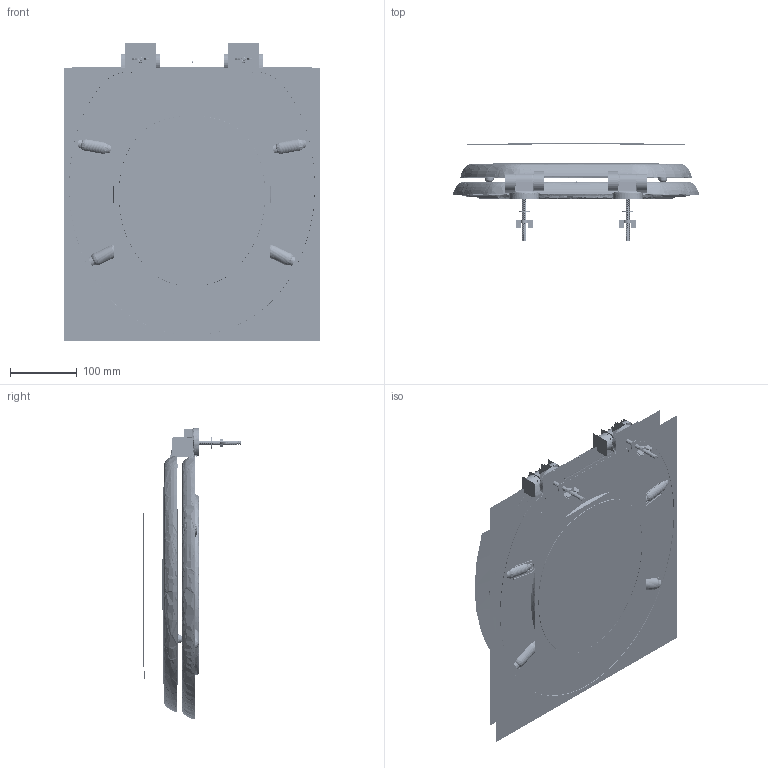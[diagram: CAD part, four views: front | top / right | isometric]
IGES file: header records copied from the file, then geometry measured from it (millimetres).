
Start section:  PTC IGES file: f174N_y12-e03w01_asm_asm.igs
Global section: file name: f174N_y12-e03w01_asm_asm.igs; native system: Creo Elements/Pro by Parametric Technology Corporation; preprocessor: 2010370; author: Administrator; organization: Unknown; date: 20201029.131748; units: millimetre
Bounding box: 384.87 x 147.95 x 447.21 mm (x, y, z)
Volume: 4014464.6 mm3; surface area: 14404903.4 mm2
Topology: 64 solids, 93 shells, 7726 faces, 52020 edges, 74664 vertices
Faces by surface type: revolution 4142, bspline 3584
